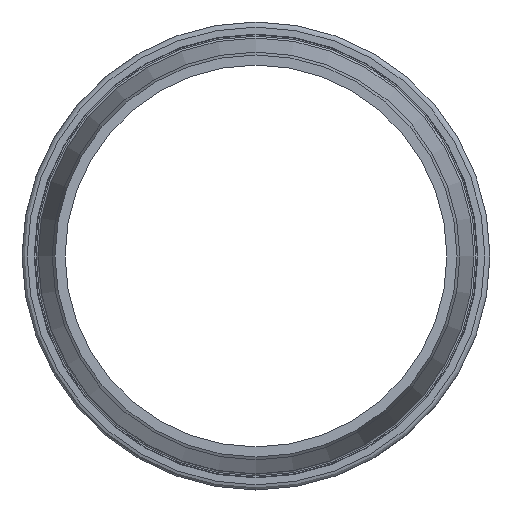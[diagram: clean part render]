
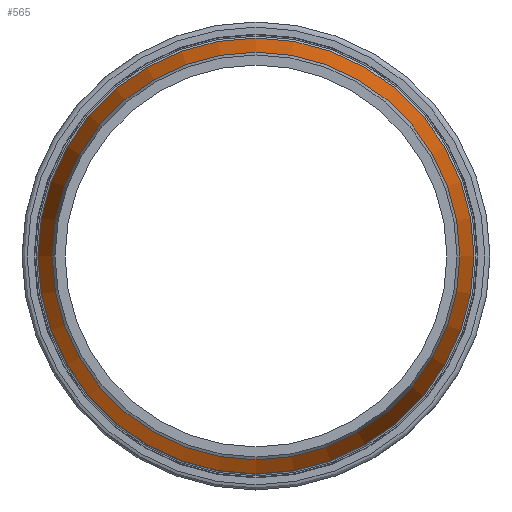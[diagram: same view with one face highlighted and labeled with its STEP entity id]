
A CAD part, front view. The second image highlights one B-rep face of the part: STEP entity #565.
In plain terms, the highlighted conical face has half-angle 15 degrees and reference radius 163.1 mm.
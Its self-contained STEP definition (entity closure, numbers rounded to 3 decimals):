
#37=LINE('',#1010,#54);
#54=VECTOR('',#798,163.1);
#69=CONICAL_SURFACE('',#648,163.1,0.262);
#87=FACE_OUTER_BOUND('',#125,.T.);
#125=EDGE_LOOP('',(#417,#418,#419,#420));
#176=CIRCLE('',#647,168.55);
#177=CIRCLE('',#649,157.65);
#240=VERTEX_POINT('',#1004);
#241=VERTEX_POINT('',#1008);
#304=EDGE_CURVE('',#240,#240,#176,.T.);
#306=EDGE_CURVE('',#241,#241,#177,.T.);
#307=EDGE_CURVE('',#241,#240,#37,.T.);
#417=ORIENTED_EDGE('',*,*,#306,.F.);
#418=ORIENTED_EDGE('',*,*,#307,.T.);
#419=ORIENTED_EDGE('',*,*,#304,.T.);
#420=ORIENTED_EDGE('',*,*,#307,.F.);
#565=ADVANCED_FACE('',(#87),#69,.T.);
#647=AXIS2_PLACEMENT_3D('',#1005,#791,#792);
#648=AXIS2_PLACEMENT_3D('',#1007,#794,#795);
#649=AXIS2_PLACEMENT_3D('',#1009,#796,#797);
#791=DIRECTION('center_axis',(0.,-1.,0.));
#792=DIRECTION('ref_axis',(1.,0.,0.));
#794=DIRECTION('center_axis',(0.,1.,0.));
#795=DIRECTION('ref_axis',(-1.,0.,0.));
#796=DIRECTION('center_axis',(0.,-1.,0.));
#797=DIRECTION('ref_axis',(1.,0.,0.));
#798=DIRECTION('',(0.259,0.966,0.));
#1004=CARTESIAN_POINT('',(168.55,6019.9,0.));
#1005=CARTESIAN_POINT('Origin',(0.,6019.9,0.));
#1007=CARTESIAN_POINT('Origin',(0.,5999.56,0.));
#1008=CARTESIAN_POINT('',(157.65,5979.221,0.));
#1009=CARTESIAN_POINT('Origin',(0.,5979.221,0.));
#1010=CARTESIAN_POINT('',(163.1,5999.56,0.));
